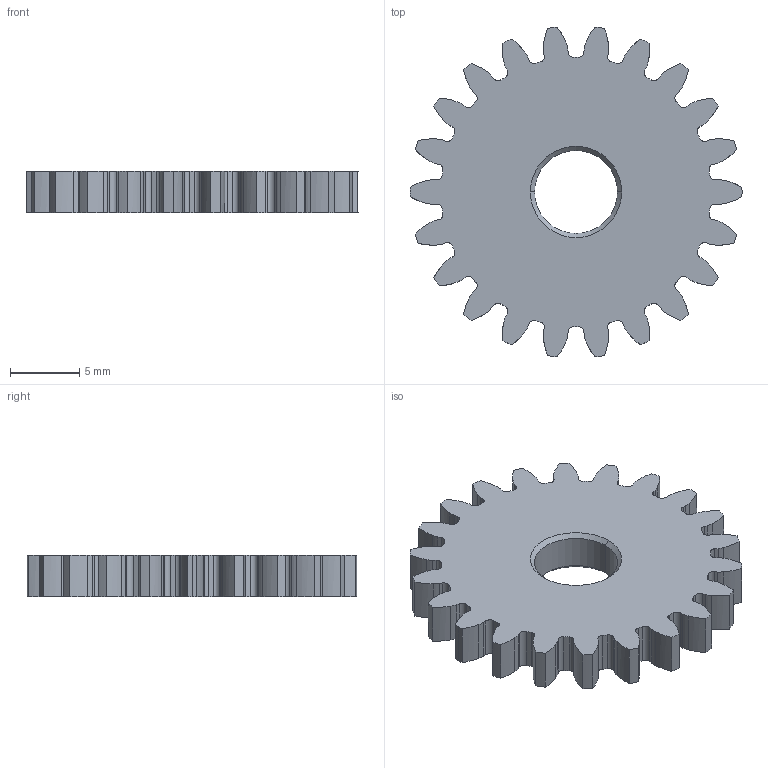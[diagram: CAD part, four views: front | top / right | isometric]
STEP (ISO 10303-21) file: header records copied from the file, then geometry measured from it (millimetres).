
FILE_DESCRIPTION (( 'STEP AP203' ), '1' );
FILE_NAME ('CTT0016.STEP', '2018-11-01T18:51:05', ( '' ), ( '' ), 'SwSTEP 2.0', 'SolidWorks 2016', '' );
FILE_SCHEMA (( 'CONFIG_CONTROL_DESIGN' ));
Length unit declared in the file: millimetre
Products named in the file (1): CTT0016
Bounding box: 24 x 23.85 x 3 mm (x, y, z)
Volume: 1033.3 mm3; surface area: 1153.9 mm2
Topology: 1 solids, 1 shells, 239 faces, 707 edges, 470 vertices
Faces by surface type: cylinder 101, bspline 88, plane 46, cone 4
Entity records: 9328 total; most frequent: CARTESIAN_POINT 3265, ORIENTED_EDGE 1414, DIRECTION 1041, EDGE_CURVE 707, VERTEX_POINT 470, AXIS2_PLACEMENT_3D 358, VECTOR 325, LINE 325
